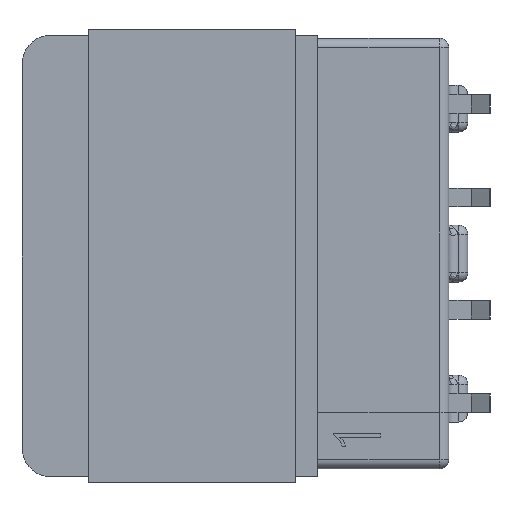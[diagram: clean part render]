
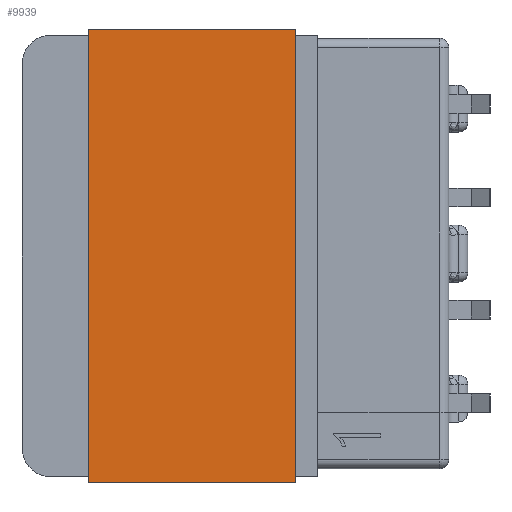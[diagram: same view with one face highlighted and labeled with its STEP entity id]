
A CAD part, left-side view. The second image highlights one B-rep face of the part: STEP entity #9939.
In plain terms, the highlighted face is planar.
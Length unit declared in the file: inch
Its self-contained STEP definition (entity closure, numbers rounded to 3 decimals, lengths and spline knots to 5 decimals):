
#183 = DIRECTION ( 'NONE',  ( 1., 0., 0. ) ) ;
#263 = LINE ( 'NONE', #13740, #4820 ) ;
#596 = VERTEX_POINT ( 'NONE', #6205 ) ;
#1082 = DIRECTION ( 'NONE',  ( 0., 0., 1. ) ) ;
#1926 = EDGE_LOOP ( 'NONE', ( #2980, #6770, #14020, #7931 ) ) ;
#2400 = CARTESIAN_POINT ( 'NONE',  ( 0.42362, -0.47126, -0.21811 ) ) ;
#2450 = LINE ( 'NONE', #4445, #13339 ) ;
#2980 = ORIENTED_EDGE ( 'NONE', *, *, #7602, .F. ) ;
#3078 = VERTEX_POINT ( 'NONE', #16798 ) ;
#3651 = DIRECTION ( 'NONE',  ( 0., 1., 0. ) ) ;
#4191 = EDGE_CURVE ( 'NONE', #596, #11272, #6546, .T. ) ;
#4445 = CARTESIAN_POINT ( 'NONE',  ( 0.42362, 0.0063, 0. ) ) ;
#4820 = VECTOR ( 'NONE', #15141, 39.37008 ) ;
#6163 = CARTESIAN_POINT ( 'NONE',  ( 0.42362, 0.0063, -0.21811 ) ) ;
#6205 = CARTESIAN_POINT ( 'NONE',  ( 0.42362, -0.47126, -0.21811 ) ) ;
#6216 = AXIS2_PLACEMENT_3D ( 'NONE', #10661, #183, #12201 ) ;
#6546 = LINE ( 'NONE', #6163, #17012 ) ;
#6770 = ORIENTED_EDGE ( 'NONE', *, *, #14613, .F. ) ;
#7602 = EDGE_CURVE ( 'NONE', #14816, #3078, #2450, .T. ) ;
#7931 = ORIENTED_EDGE ( 'NONE', *, *, #13331, .T. ) ;
#8353 = LINE ( 'NONE', #2400, #10223 ) ;
#8634 = FACE_OUTER_BOUND ( 'NONE', #1926, .T. ) ;
#9939 = ADVANCED_FACE ( 'NONE', ( #8634 ), #11732, .T. ) ;
#10223 = VECTOR ( 'NONE', #1082, 39.37008 ) ;
#10661 = CARTESIAN_POINT ( 'NONE',  ( 0.42362, 0.0063, -0.21811 ) ) ;
#11272 = VERTEX_POINT ( 'NONE', #15269 ) ;
#11732 = PLANE ( 'NONE',  #6216 ) ;
#12201 = DIRECTION ( 'NONE',  ( 0., 1., 0. ) ) ;
#13331 = EDGE_CURVE ( 'NONE', #11272, #3078, #263, .T. ) ;
#13339 = VECTOR ( 'NONE', #13975, 39.37008 ) ;
#13740 = CARTESIAN_POINT ( 'NONE',  ( 0.42362, 0.0063, -0.21811 ) ) ;
#13975 = DIRECTION ( 'NONE',  ( 0., 1., 0. ) ) ;
#14020 = ORIENTED_EDGE ( 'NONE', *, *, #4191, .T. ) ;
#14613 = EDGE_CURVE ( 'NONE', #596, #14816, #8353, .T. ) ;
#14816 = VERTEX_POINT ( 'NONE', #16018 ) ;
#15141 = DIRECTION ( 'NONE',  ( 0., 0., 1. ) ) ;
#15269 = CARTESIAN_POINT ( 'NONE',  ( 0.42362, 0.0063, -0.21811 ) ) ;
#16018 = CARTESIAN_POINT ( 'NONE',  ( 0.42362, -0.47126, 0. ) ) ;
#16798 = CARTESIAN_POINT ( 'NONE',  ( 0.42362, 0.0063, 0. ) ) ;
#17012 = VECTOR ( 'NONE', #3651, 39.37008 ) ;
